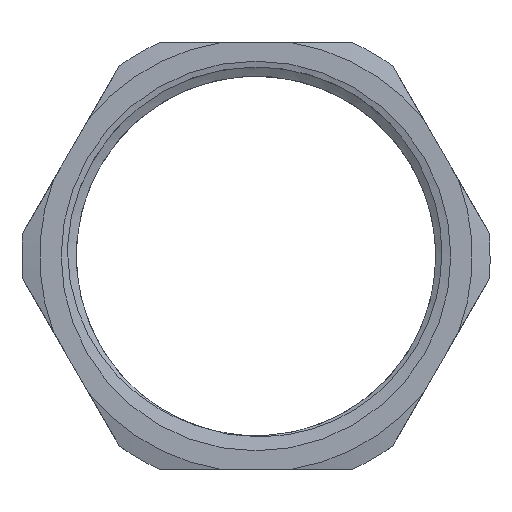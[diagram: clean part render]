
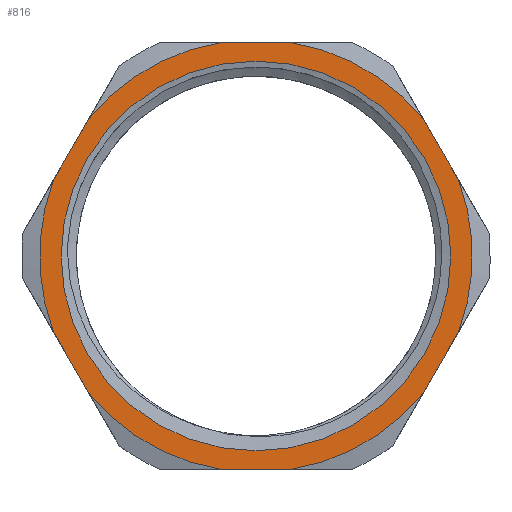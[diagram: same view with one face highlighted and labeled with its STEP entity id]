
A CAD part, top view. The second image highlights one B-rep face of the part: STEP entity #816.
In plain terms, the highlighted planar face has unit normal (0, 0, 1).
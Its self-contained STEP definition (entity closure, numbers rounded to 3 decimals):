
#56=LINE('',#1798,#92);
#63=LINE('',#1867,#99);
#66=LINE('',#1880,#102);
#67=LINE('',#1898,#103);
#68=LINE('',#1902,#104);
#69=LINE('',#1908,#105);
#92=VECTOR('',#1072,6.021);
#99=VECTOR('',#1101,6.021);
#102=VECTOR('',#1106,6.021);
#103=VECTOR('',#1117,6.021);
#104=VECTOR('',#1120,6.021);
#105=VECTOR('',#1129,6.021);
#120=PLANE('',#912);
#137=FACE_BOUND('',#218,.T.);
#170=FACE_OUTER_BOUND('',#217,.T.);
#217=EDGE_LOOP('',(#659,#660,#661,#662,#663,#664,#665,#666,#667,#668,#669,
#670));
#218=EDGE_LOOP('',(#671));
#243=CIRCLE('',#843,16.436);
#283=CIRCLE('',#911,18.25);
#284=CIRCLE('',#913,18.25);
#285=CIRCLE('',#914,18.25);
#286=CIRCLE('',#915,18.25);
#287=CIRCLE('',#916,18.25);
#288=CIRCLE('',#917,18.25);
#301=VERTEX_POINT('',#1237);
#350=VERTEX_POINT('',#1793);
#351=VERTEX_POINT('',#1797);
#359=VERTEX_POINT('',#1862);
#360=VERTEX_POINT('',#1866);
#362=VERTEX_POINT('',#1875);
#363=VERTEX_POINT('',#1879);
#364=VERTEX_POINT('',#1887);
#365=VERTEX_POINT('',#1891);
#366=VERTEX_POINT('',#1897);
#367=VERTEX_POINT('',#1899);
#368=VERTEX_POINT('',#1901);
#369=VERTEX_POINT('',#1906);
#383=EDGE_CURVE('',#301,#301,#243,.T.);
#443=EDGE_CURVE('',#350,#351,#56,.T.);
#467=EDGE_CURVE('',#359,#360,#63,.T.);
#472=EDGE_CURVE('',#362,#363,#66,.T.);
#476=EDGE_CURVE('',#365,#364,#283,.T.);
#477=EDGE_CURVE('',#366,#365,#67,.T.);
#478=EDGE_CURVE('',#367,#366,#284,.T.);
#479=EDGE_CURVE('',#368,#367,#68,.T.);
#480=EDGE_CURVE('',#351,#368,#285,.T.);
#481=EDGE_CURVE('',#360,#350,#286,.T.);
#482=EDGE_CURVE('',#363,#359,#287,.T.);
#483=EDGE_CURVE('',#369,#362,#288,.T.);
#484=EDGE_CURVE('',#364,#369,#69,.T.);
#659=ORIENTED_EDGE('',*,*,#476,.F.);
#660=ORIENTED_EDGE('',*,*,#477,.F.);
#661=ORIENTED_EDGE('',*,*,#478,.F.);
#662=ORIENTED_EDGE('',*,*,#479,.F.);
#663=ORIENTED_EDGE('',*,*,#480,.F.);
#664=ORIENTED_EDGE('',*,*,#443,.F.);
#665=ORIENTED_EDGE('',*,*,#481,.F.);
#666=ORIENTED_EDGE('',*,*,#467,.F.);
#667=ORIENTED_EDGE('',*,*,#482,.F.);
#668=ORIENTED_EDGE('',*,*,#472,.F.);
#669=ORIENTED_EDGE('',*,*,#483,.F.);
#670=ORIENTED_EDGE('',*,*,#484,.F.);
#671=ORIENTED_EDGE('',*,*,#383,.T.);
#816=ADVANCED_FACE('',(#170,#137),#120,.T.);
#843=AXIS2_PLACEMENT_3D('',#1238,#948,#949);
#911=AXIS2_PLACEMENT_3D('',#1895,#1113,#1114);
#912=AXIS2_PLACEMENT_3D('',#1896,#1115,#1116);
#913=AXIS2_PLACEMENT_3D('',#1900,#1118,#1119);
#914=AXIS2_PLACEMENT_3D('',#1903,#1121,#1122);
#915=AXIS2_PLACEMENT_3D('',#1904,#1123,#1124);
#916=AXIS2_PLACEMENT_3D('',#1905,#1125,#1126);
#917=AXIS2_PLACEMENT_3D('',#1907,#1127,#1128);
#948=DIRECTION('center_axis',(0.,0.,-1.));
#949=DIRECTION('ref_axis',(0.,1.,0.));
#1072=DIRECTION('',(1.,0.,0.));
#1101=DIRECTION('',(0.5,0.866,0.));
#1106=DIRECTION('',(-0.5,0.866,0.));
#1113=DIRECTION('center_axis',(0.,0.,-1.));
#1114=DIRECTION('ref_axis',(0.412,-0.911,0.));
#1115=DIRECTION('center_axis',(0.,0.,1.));
#1116=DIRECTION('ref_axis',(1.,0.,0.));
#1117=DIRECTION('',(-0.5,-0.866,0.));
#1118=DIRECTION('center_axis',(0.,0.,-1.));
#1119=DIRECTION('ref_axis',(0.995,-0.099,0.));
#1120=DIRECTION('',(0.5,-0.866,0.));
#1121=DIRECTION('center_axis',(0.,0.,-1.));
#1122=DIRECTION('ref_axis',(0.584,0.812,0.));
#1123=DIRECTION('center_axis',(0.,0.,-1.));
#1124=DIRECTION('ref_axis',(-0.412,0.911,0.));
#1125=DIRECTION('center_axis',(0.,0.,-1.));
#1126=DIRECTION('ref_axis',(-0.995,0.099,0.));
#1127=DIRECTION('center_axis',(0.,0.,-1.));
#1128=DIRECTION('ref_axis',(-0.584,-0.812,0.));
#1129=DIRECTION('',(-1.,0.,0.));
#1237=CARTESIAN_POINT('',(0.,16.436,4.));
#1238=CARTESIAN_POINT('Origin',(0.,0.,4.));
#1793=CARTESIAN_POINT('',(-3.01,18.,4.));
#1797=CARTESIAN_POINT('',(3.01,18.,4.));
#1798=CARTESIAN_POINT('',(-3.01,18.,4.));
#1862=CARTESIAN_POINT('',(-17.094,6.393,4.));
#1866=CARTESIAN_POINT('',(-14.083,11.607,4.));
#1867=CARTESIAN_POINT('',(-17.094,6.393,4.));
#1875=CARTESIAN_POINT('',(-14.083,-11.607,4.));
#1879=CARTESIAN_POINT('',(-17.094,-6.393,4.));
#1880=CARTESIAN_POINT('',(-14.083,-11.607,4.));
#1887=CARTESIAN_POINT('',(3.01,-18.,4.));
#1891=CARTESIAN_POINT('',(14.083,-11.607,4.));
#1895=CARTESIAN_POINT('Origin',(0.,0.,4.));
#1896=CARTESIAN_POINT('Origin',(0.,0.,4.));
#1897=CARTESIAN_POINT('',(17.094,-6.393,4.));
#1898=CARTESIAN_POINT('',(17.094,-6.393,4.));
#1899=CARTESIAN_POINT('',(17.094,6.393,4.));
#1900=CARTESIAN_POINT('Origin',(0.,0.,4.));
#1901=CARTESIAN_POINT('',(14.083,11.607,4.));
#1902=CARTESIAN_POINT('',(14.083,11.607,4.));
#1903=CARTESIAN_POINT('Origin',(0.,0.,4.));
#1904=CARTESIAN_POINT('Origin',(0.,0.,4.));
#1905=CARTESIAN_POINT('Origin',(0.,0.,4.));
#1906=CARTESIAN_POINT('',(-3.01,-18.,4.));
#1907=CARTESIAN_POINT('Origin',(0.,0.,4.));
#1908=CARTESIAN_POINT('',(3.01,-18.,4.));
